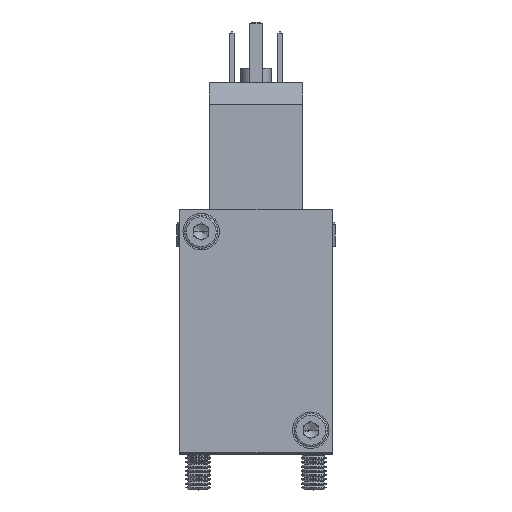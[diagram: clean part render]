
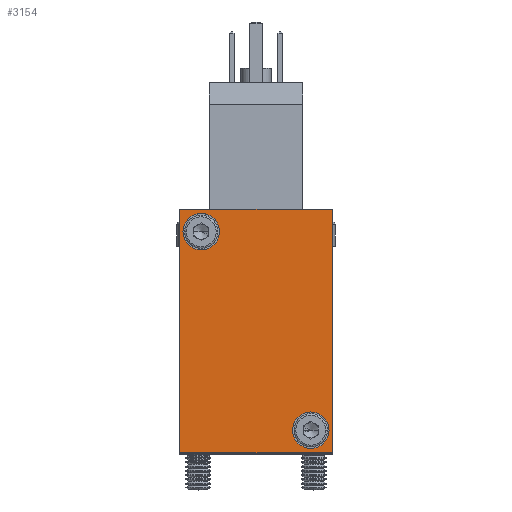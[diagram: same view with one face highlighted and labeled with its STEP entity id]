
A CAD part, top view. The second image highlights one B-rep face of the part: STEP entity #3154.
In plain terms, the highlighted planar face has unit normal (0, 0, 1).
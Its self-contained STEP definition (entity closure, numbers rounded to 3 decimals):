
#1758 = DIRECTION ( 'NONE',  ( 1., 0., 0. ) ) ;
#2235 = CARTESIAN_POINT ( 'NONE',  ( 0., 0., 102.7 ) ) ;
#2378 = AXIS2_PLACEMENT_3D ( 'NONE', #32775, #14587, #14744 ) ;
#2631 = VERTEX_POINT ( 'NONE', #8898 ) ;
#2750 = EDGE_LOOP ( 'NONE', ( #18006, #37432, #45249, #4471 ) ) ;
#2908 = CARTESIAN_POINT ( 'NONE',  ( 21.5, 3.7, 102.7 ) ) ;
#3154 = ADVANCED_FACE ( 'NONE', ( #38906, #28113, #37768 ), #7495, .F. ) ;
#4117 = ORIENTED_EDGE ( 'NONE', *, *, #19874, .F. ) ;
#4292 = VERTEX_POINT ( 'NONE', #30757 ) ;
#4471 = ORIENTED_EDGE ( 'NONE', *, *, #6369, .T. ) ;
#5148 = CARTESIAN_POINT ( 'NONE',  ( 24.5, 3.7, 102.7 ) ) ;
#6369 = EDGE_CURVE ( 'NONE', #20293, #14314, #19506, .T. ) ;
#6508 = DIRECTION ( 'NONE',  ( 1., 0., 0. ) ) ;
#6931 = ORIENTED_EDGE ( 'NONE', *, *, #17105, .F. ) ;
#6991 = AXIS2_PLACEMENT_3D ( 'NONE', #31660, #9985, #35260 ) ;
#7462 = CARTESIAN_POINT ( 'NONE',  ( 3.5, 36.3, 102.7 ) ) ;
#7495 = PLANE ( 'NONE',  #2378 ) ;
#8898 = CARTESIAN_POINT ( 'NONE',  ( 0., 0., 102.7 ) ) ;
#9012 = CARTESIAN_POINT ( 'NONE',  ( 25., 40., 102.7 ) ) ;
#9902 = AXIS2_PLACEMENT_3D ( 'NONE', #2908, #28139, #6508 ) ;
#9985 = DIRECTION ( 'NONE',  ( 0., 0., 1. ) ) ;
#10811 = AXIS2_PLACEMENT_3D ( 'NONE', #7462, #32738, #11054 ) ;
#10925 = EDGE_CURVE ( 'NONE', #35780, #20293, #18386, .T. ) ;
#11054 = DIRECTION ( 'NONE',  ( 1., 0., 0. ) ) ;
#11716 = EDGE_LOOP ( 'NONE', ( #16982, #6931 ) ) ;
#13329 = CARTESIAN_POINT ( 'NONE',  ( 0., 40., 102.7 ) ) ;
#14314 = VERTEX_POINT ( 'NONE', #27967 ) ;
#14391 = LINE ( 'NONE', #2235, #33633 ) ;
#14587 = DIRECTION ( 'NONE',  ( 0., 0., -1. ) ) ;
#14744 = DIRECTION ( 'NONE',  ( -1., 0., 0. ) ) ;
#15996 = CARTESIAN_POINT ( 'NONE',  ( 0., 0., 102.7 ) ) ;
#16402 = LINE ( 'NONE', #15996, #35620 ) ;
#16690 = VERTEX_POINT ( 'NONE', #42158 ) ;
#16982 = ORIENTED_EDGE ( 'NONE', *, *, #35604, .F. ) ;
#17105 = EDGE_CURVE ( 'NONE', #16690, #25077, #40870, .T. ) ;
#18006 = ORIENTED_EDGE ( 'NONE', *, *, #35687, .T. ) ;
#18386 = LINE ( 'NONE', #26638, #46184 ) ;
#19506 = LINE ( 'NONE', #13329, #37632 ) ;
#19874 = EDGE_CURVE ( 'NONE', #39423, #4292, #38271, .T. ) ;
#20293 = VERTEX_POINT ( 'NONE', #9012 ) ;
#21455 = EDGE_CURVE ( 'NONE', #2631, #35780, #16402, .T. ) ;
#22895 = AXIS2_PLACEMENT_3D ( 'NONE', #45097, #23368, #1758 ) ;
#23368 = DIRECTION ( 'NONE',  ( 0., 0., 1. ) ) ;
#25077 = VERTEX_POINT ( 'NONE', #5148 ) ;
#25146 = DIRECTION ( 'NONE',  ( -1., 0., 0. ) ) ;
#26246 = CIRCLE ( 'NONE', #22895, 3. ) ;
#26305 = CIRCLE ( 'NONE', #10811, 3. ) ;
#26638 = CARTESIAN_POINT ( 'NONE',  ( 25., 0., 102.7 ) ) ;
#27967 = CARTESIAN_POINT ( 'NONE',  ( 0., 40., 102.7 ) ) ;
#28113 = FACE_BOUND ( 'NONE', #11716, .T. ) ;
#28139 = DIRECTION ( 'NONE',  ( 0., 0., 1. ) ) ;
#30757 = CARTESIAN_POINT ( 'NONE',  ( 6.5, 36.3, 102.7 ) ) ;
#31660 = CARTESIAN_POINT ( 'NONE',  ( 3.5, 36.3, 102.7 ) ) ;
#32738 = DIRECTION ( 'NONE',  ( 0., 0., 1. ) ) ;
#32775 = CARTESIAN_POINT ( 'NONE',  ( 0., 40., 102.7 ) ) ;
#33633 = VECTOR ( 'NONE', #38274, 1000. ) ;
#33896 = CARTESIAN_POINT ( 'NONE',  ( 0.5, 36.3, 102.7 ) ) ;
#34019 = DIRECTION ( 'NONE',  ( 1., 0., 0. ) ) ;
#35260 = DIRECTION ( 'NONE',  ( 1., 0., 0. ) ) ;
#35604 = EDGE_CURVE ( 'NONE', #25077, #16690, #26246, .T. ) ;
#35620 = VECTOR ( 'NONE', #34019, 1000. ) ;
#35687 = EDGE_CURVE ( 'NONE', #14314, #2631, #14391, .T. ) ;
#35780 = VERTEX_POINT ( 'NONE', #42576 ) ;
#37432 = ORIENTED_EDGE ( 'NONE', *, *, #21455, .T. ) ;
#37632 = VECTOR ( 'NONE', #25146, 1000. ) ;
#37768 = FACE_OUTER_BOUND ( 'NONE', #2750, .T. ) ;
#38271 = CIRCLE ( 'NONE', #6991, 3. ) ;
#38274 = DIRECTION ( 'NONE',  ( 0., -1., 0. ) ) ;
#38906 = FACE_BOUND ( 'NONE', #41923, .T. ) ;
#39423 = VERTEX_POINT ( 'NONE', #33896 ) ;
#40870 = CIRCLE ( 'NONE', #9902, 3. ) ;
#41923 = EDGE_LOOP ( 'NONE', ( #43408, #4117 ) ) ;
#41964 = EDGE_CURVE ( 'NONE', #4292, #39423, #26305, .T. ) ;
#42158 = CARTESIAN_POINT ( 'NONE',  ( 18.5, 3.7, 102.7 ) ) ;
#42576 = CARTESIAN_POINT ( 'NONE',  ( 25., 0., 102.7 ) ) ;
#43408 = ORIENTED_EDGE ( 'NONE', *, *, #41964, .F. ) ;
#44905 = DIRECTION ( 'NONE',  ( 0., 1., 0. ) ) ;
#45097 = CARTESIAN_POINT ( 'NONE',  ( 21.5, 3.7, 102.7 ) ) ;
#45249 = ORIENTED_EDGE ( 'NONE', *, *, #10925, .T. ) ;
#46184 = VECTOR ( 'NONE', #44905, 1000. ) ;
